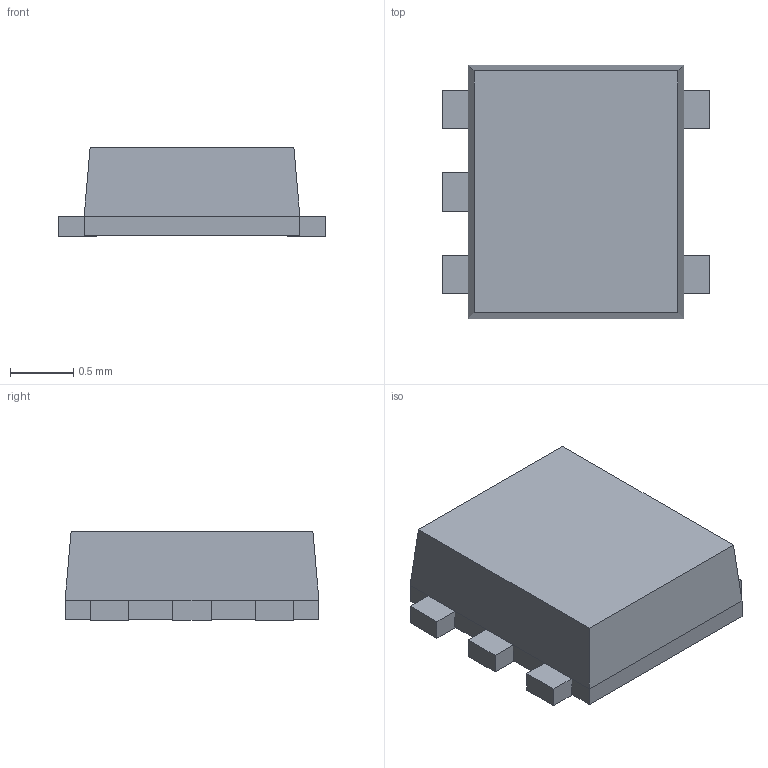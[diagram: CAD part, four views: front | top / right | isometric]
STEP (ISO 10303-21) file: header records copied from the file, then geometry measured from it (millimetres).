
FILE_DESCRIPTION(('STEP AP214'),'1');
FILE_NAME('UFV_90.stp','2018-11-26T06:19:06',(' '),(' '),'Spatial InterOp 3D',' ',' ');
FILE_SCHEMA(('automotive_design'));
Length unit declared in the file: millimetre
Products named in the file (7): UFV_90; Component1; Component2; Component3; Component4; Component5; Component6
Assembly tree (6 placements, depth 2):
  UFV_90
    Component1
    Component2
    Component3
    Component4
    Component5
    Component6
Bounding box: 2.1 x 2 x 0.7 mm (x, y, z)
Volume: 2.3 mm3; surface area: 13.4 mm2
Topology: 6 solids, 6 shells, 60 faces, 140 edges, 92 vertices
Faces by surface type: plane 60
Entity records: 2349 total; most frequent: CARTESIAN_POINT 299, ORIENTED_EDGE 280, DIRECTION 274, EDGE_CURVE 140, LINE 140, VECTOR 140, VERTEX_POINT 92, AXIS2_PLACEMENT_3D 67
